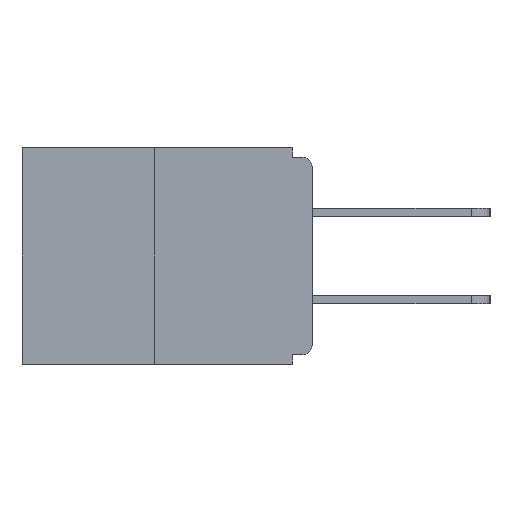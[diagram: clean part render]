
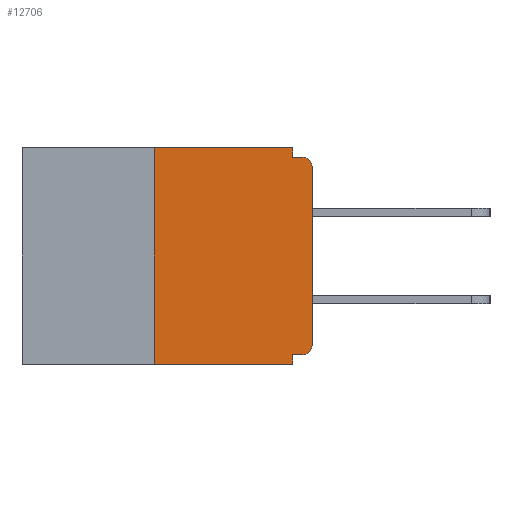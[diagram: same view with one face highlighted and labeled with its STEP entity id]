
A CAD part, left-side view. The second image highlights one B-rep face of the part: STEP entity #12706.
In plain terms, the highlighted planar face has unit normal (-1, 0, 0).
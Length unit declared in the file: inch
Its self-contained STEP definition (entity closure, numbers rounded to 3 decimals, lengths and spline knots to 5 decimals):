
#224 = EDGE_LOOP ( 'NONE', ( #7230, #13922, #13997, #8168, #7563, #15117, #2568, #15581, #1648, #15922 ) ) ;
#578 = CARTESIAN_POINT ( 'NONE',  ( 0., 0.031, -0.328 ) ) ;
#836 = EDGE_CURVE ( 'NONE', #2407, #9001, #10021, .T. ) ;
#948 = DIRECTION ( 'NONE',  ( 1., 0., 0. ) ) ;
#1246 = VECTOR ( 'NONE', #7326, 39.37008 ) ;
#1648 = ORIENTED_EDGE ( 'NONE', *, *, #13789, .F. ) ;
#1928 = FACE_OUTER_BOUND ( 'NONE', #224, .T. ) ;
#2282 = CARTESIAN_POINT ( 'NONE',  ( 0., 0.031, -0.343 ) ) ;
#2401 = CARTESIAN_POINT ( 'NONE',  ( 0., 0.031, -0.015 ) ) ;
#2407 = VERTEX_POINT ( 'NONE', #6930 ) ;
#2438 = CARTESIAN_POINT ( 'NONE',  ( 0., 0., -0.313 ) ) ;
#2568 = ORIENTED_EDGE ( 'NONE', *, *, #9069, .T. ) ;
#2639 = LINE ( 'NONE', #3602, #1246 ) ;
#3165 = DIRECTION ( 'NONE',  ( 0., 0., 1. ) ) ;
#3344 = DIRECTION ( 'NONE',  ( 0., 0., -1. ) ) ;
#3361 = VERTEX_POINT ( 'NONE', #14813 ) ;
#3435 = VECTOR ( 'NONE', #8496, 39.37008 ) ;
#3569 = CARTESIAN_POINT ( 'NONE',  ( 0., 0.015, -0.313 ) ) ;
#3588 = DIRECTION ( 'NONE',  ( 0., -1., 0. ) ) ;
#3602 = CARTESIAN_POINT ( 'NONE',  ( 0., 0., 0. ) ) ;
#4200 = VECTOR ( 'NONE', #3588, 39.37008 ) ;
#4480 = CARTESIAN_POINT ( 'NONE',  ( 0., 0., -0.03 ) ) ;
#4719 = VECTOR ( 'NONE', #9764, 39.37008 ) ;
#4971 = EDGE_CURVE ( 'NONE', #10768, #7035, #9642, .T. ) ;
#4994 = EDGE_CURVE ( 'NONE', #15999, #9001, #13177, .T. ) ;
#5160 = CARTESIAN_POINT ( 'NONE',  ( 0., 0.015, -0.015 ) ) ;
#5305 = EDGE_CURVE ( 'NONE', #13398, #12337, #8468, .T. ) ;
#6091 = CARTESIAN_POINT ( 'NONE',  ( 0., 0.015, -0.328 ) ) ;
#6503 = DIRECTION ( 'NONE',  ( 0., -1., 0. ) ) ;
#6882 = LINE ( 'NONE', #6917, #12577 ) ;
#6917 = CARTESIAN_POINT ( 'NONE',  ( 0., 0.031, 0. ) ) ;
#6930 = CARTESIAN_POINT ( 'NONE',  ( 0., 0.25, -0.343 ) ) ;
#6954 = PLANE ( 'NONE',  #15935 ) ;
#7035 = VERTEX_POINT ( 'NONE', #2438 ) ;
#7088 = LINE ( 'NONE', #14255, #8880 ) ;
#7109 = CARTESIAN_POINT ( 'NONE',  ( 0., 0.46, 0. ) ) ;
#7230 = ORIENTED_EDGE ( 'NONE', *, *, #15332, .F. ) ;
#7273 = EDGE_CURVE ( 'NONE', #2407, #15583, #7088, .T. ) ;
#7326 = DIRECTION ( 'NONE',  ( 0., 0., 1. ) ) ;
#7527 = CARTESIAN_POINT ( 'NONE',  ( 0., 0.46, 0. ) ) ;
#7563 = ORIENTED_EDGE ( 'NONE', *, *, #9662, .F. ) ;
#7938 = EDGE_CURVE ( 'NONE', #3361, #8151, #6882, .T. ) ;
#8093 = LINE ( 'NONE', #7527, #11622 ) ;
#8151 = VERTEX_POINT ( 'NONE', #2401 ) ;
#8168 = ORIENTED_EDGE ( 'NONE', *, *, #4994, .F. ) ;
#8262 = CARTESIAN_POINT ( 'NONE',  ( 0., 0.031, -0.343 ) ) ;
#8468 = CIRCLE ( 'NONE', #11576, 0.015 ) ;
#8483 = CARTESIAN_POINT ( 'NONE',  ( 0., 0., -0.328 ) ) ;
#8496 = DIRECTION ( 'NONE',  ( 0., 0., -1. ) ) ;
#8595 = LINE ( 'NONE', #8483, #4719 ) ;
#8880 = VECTOR ( 'NONE', #3165, 39.37008 ) ;
#9001 = VERTEX_POINT ( 'NONE', #8262 ) ;
#9069 = EDGE_CURVE ( 'NONE', #7035, #13398, #2639, .T. ) ;
#9532 = DIRECTION ( 'NONE',  ( 0., 0., -1. ) ) ;
#9642 = CIRCLE ( 'NONE', #13439, 0.015 ) ;
#9662 = EDGE_CURVE ( 'NONE', #10768, #15999, #8595, .T. ) ;
#9764 = DIRECTION ( 'NONE',  ( 0., 1., 0. ) ) ;
#10021 = LINE ( 'NONE', #13656, #4200 ) ;
#10768 = VERTEX_POINT ( 'NONE', #6091 ) ;
#10835 = DIRECTION ( 'NONE',  ( 0., 0., -1. ) ) ;
#11034 = CARTESIAN_POINT ( 'NONE',  ( 0., 0., -0.015 ) ) ;
#11576 = AXIS2_PLACEMENT_3D ( 'NONE', #11893, #14382, #3344 ) ;
#11622 = VECTOR ( 'NONE', #6503, 39.37008 ) ;
#11893 = CARTESIAN_POINT ( 'NONE',  ( 0., 0.015, -0.03 ) ) ;
#12122 = DIRECTION ( 'NONE',  ( 0., 0., -1. ) ) ;
#12337 = VERTEX_POINT ( 'NONE', #5160 ) ;
#12577 = VECTOR ( 'NONE', #9532, 39.37008 ) ;
#12706 = ADVANCED_FACE ( 'NONE', ( #1928 ), #6954, .F. ) ;
#13177 = LINE ( 'NONE', #2282, #3435 ) ;
#13398 = VERTEX_POINT ( 'NONE', #4480 ) ;
#13439 = AXIS2_PLACEMENT_3D ( 'NONE', #3569, #13533, #12122 ) ;
#13533 = DIRECTION ( 'NONE',  ( -1., 0., 0. ) ) ;
#13605 = VECTOR ( 'NONE', #16012, 39.37008 ) ;
#13656 = CARTESIAN_POINT ( 'NONE',  ( 0., 0.46, -0.343 ) ) ;
#13789 = EDGE_CURVE ( 'NONE', #8151, #12337, #15763, .T. ) ;
#13922 = ORIENTED_EDGE ( 'NONE', *, *, #7273, .F. ) ;
#13997 = ORIENTED_EDGE ( 'NONE', *, *, #836, .T. ) ;
#14255 = CARTESIAN_POINT ( 'NONE',  ( 0., 0.25, 0. ) ) ;
#14382 = DIRECTION ( 'NONE',  ( -1., 0., 0. ) ) ;
#14389 = CARTESIAN_POINT ( 'NONE',  ( 0., 0.25, 0. ) ) ;
#14813 = CARTESIAN_POINT ( 'NONE',  ( 0., 0.031, 0. ) ) ;
#15117 = ORIENTED_EDGE ( 'NONE', *, *, #4971, .T. ) ;
#15332 = EDGE_CURVE ( 'NONE', #15583, #3361, #8093, .T. ) ;
#15581 = ORIENTED_EDGE ( 'NONE', *, *, #5305, .T. ) ;
#15583 = VERTEX_POINT ( 'NONE', #14389 ) ;
#15763 = LINE ( 'NONE', #11034, #13605 ) ;
#15922 = ORIENTED_EDGE ( 'NONE', *, *, #7938, .F. ) ;
#15935 = AXIS2_PLACEMENT_3D ( 'NONE', #7109, #948, #10835 ) ;
#15999 = VERTEX_POINT ( 'NONE', #578 ) ;
#16012 = DIRECTION ( 'NONE',  ( 0., -1., 0. ) ) ;
